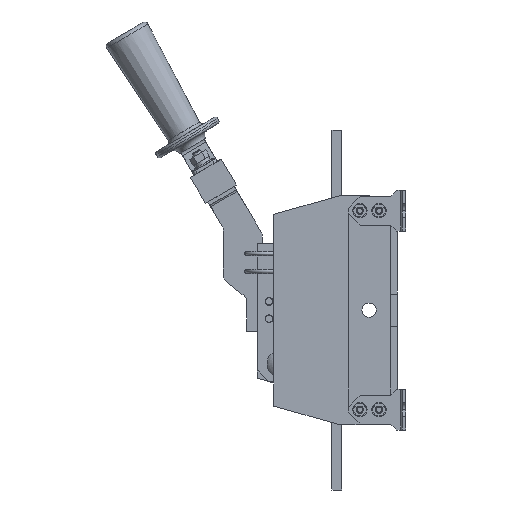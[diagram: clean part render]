
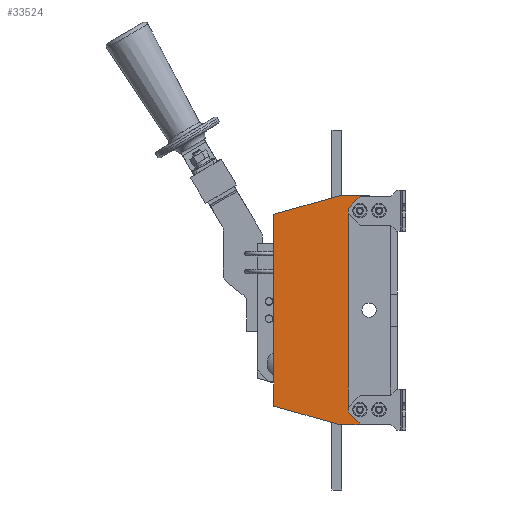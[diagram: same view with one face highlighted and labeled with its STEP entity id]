
A CAD part, left-side view. The second image highlights one B-rep face of the part: STEP entity #33524.
In plain terms, the highlighted planar face has unit normal (-1, 0, 0).
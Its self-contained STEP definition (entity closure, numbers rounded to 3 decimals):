
#971 = CARTESIAN_POINT ( 'NONE',  ( -31.8, 23.25, -95.5 ) ) ;
#1461 = VERTEX_POINT ( 'NONE', #27528 ) ;
#1611 = EDGE_CURVE ( 'NONE', #38118, #34073, #42268, .T. ) ;
#3434 = ORIENTED_EDGE ( 'NONE', *, *, #15916, .T. ) ;
#3654 = EDGE_CURVE ( 'NONE', #45973, #32530, #7908, .T. ) ;
#4869 = ORIENTED_EDGE ( 'NONE', *, *, #11775, .T. ) ;
#5057 = CARTESIAN_POINT ( 'NONE',  ( -31.8, 103.25, 80. ) ) ;
#5097 = CARTESIAN_POINT ( 'NONE',  ( -31.8, 103.25, -80. ) ) ;
#5161 = DIRECTION ( 'NONE',  ( 1., 0., 0. ) ) ;
#5814 = LINE ( 'NONE', #971, #14340 ) ;
#5836 = VECTOR ( 'NONE', #7963, 1000. ) ;
#6935 = DIRECTION ( 'NONE',  ( 0., -0.963, -0.271 ) ) ;
#7025 = DIRECTION ( 'NONE',  ( 0., -1., 0. ) ) ;
#7116 = CARTESIAN_POINT ( 'NONE',  ( -31.8, 23.5, 0. ) ) ;
#7178 = EDGE_CURVE ( 'NONE', #37637, #38118, #10400, .T. ) ;
#7525 = CARTESIAN_POINT ( 'NONE',  ( -31.8, 23.5, 0. ) ) ;
#7875 = ORIENTED_EDGE ( 'NONE', *, *, #12409, .T. ) ;
#7908 = CIRCLE ( 'NONE', #11788, 7.5 ) ;
#7947 = ORIENTED_EDGE ( 'NONE', *, *, #13773, .T. ) ;
#7963 = DIRECTION ( 'NONE',  ( 0., 0., -1. ) ) ;
#8913 = DIRECTION ( 'NONE',  ( 0., 0.963, -0.271 ) ) ;
#9447 = DIRECTION ( 'NONE',  ( 0., 0., 1. ) ) ;
#10089 = ORIENTED_EDGE ( 'NONE', *, *, #3654, .T. ) ;
#10400 = LINE ( 'NONE', #5097, #5836 ) ;
#10503 = DIRECTION ( 'NONE',  ( 0., 0., 1. ) ) ;
#10573 = CARTESIAN_POINT ( 'NONE',  ( -31.8, 23.5, 0. ) ) ;
#10743 = EDGE_CURVE ( 'NONE', #1461, #40561, #24319, .T. ) ;
#11198 = EDGE_CURVE ( 'NONE', #44264, #45973, #23254, .T. ) ;
#11775 = EDGE_CURVE ( 'NONE', #32530, #1461, #37232, .T. ) ;
#11788 = AXIS2_PLACEMENT_3D ( 'NONE', #7525, #36448, #28894 ) ;
#12409 = EDGE_CURVE ( 'NONE', #46593, #37637, #18614, .T. ) ;
#13029 = CARTESIAN_POINT ( 'NONE',  ( -31.8, 23.25, 7.496 ) ) ;
#13717 = VECTOR ( 'NONE', #10503, 1000. ) ;
#13773 = EDGE_CURVE ( 'NONE', #13877, #46593, #25804, .T. ) ;
#13877 = VERTEX_POINT ( 'NONE', #45932 ) ;
#14340 = VECTOR ( 'NONE', #7025, 1000. ) ;
#14369 = VECTOR ( 'NONE', #24663, 1000. ) ;
#15503 = EDGE_LOOP ( 'NONE', ( #28158, #43123, #10089, #4869, #32264, #3434, #7947, #7875, #20111, #39611 ) ) ;
#15534 = AXIS2_PLACEMENT_3D ( 'NONE', #20012, #5161, #9447 ) ;
#15916 = EDGE_CURVE ( 'NONE', #40561, #13877, #41368, .T. ) ;
#16199 = FACE_OUTER_BOUND ( 'NONE', #15503, .T. ) ;
#16291 = VECTOR ( 'NONE', #34418, 1000. ) ;
#17410 = AXIS2_PLACEMENT_3D ( 'NONE', #10573, #43313, #39634 ) ;
#18275 = CARTESIAN_POINT ( 'NONE',  ( -31.8, 48.25, -95.5 ) ) ;
#18614 = LINE ( 'NONE', #41332, #25893 ) ;
#20012 = CARTESIAN_POINT ( 'NONE',  ( -31.8, 23.5, 0. ) ) ;
#20111 = ORIENTED_EDGE ( 'NONE', *, *, #7178, .T. ) ;
#23254 = LINE ( 'NONE', #46584, #13717 ) ;
#24319 = CIRCLE ( 'NONE', #40799, 7.5 ) ;
#24663 = DIRECTION ( 'NONE',  ( 0., 0., 1. ) ) ;
#25804 = LINE ( 'NONE', #33769, #16291 ) ;
#25893 = VECTOR ( 'NONE', #8913, 1000. ) ;
#27528 = CARTESIAN_POINT ( 'NONE',  ( -31.8, 23.5, 7.5 ) ) ;
#28158 = ORIENTED_EDGE ( 'NONE', *, *, #35719, .T. ) ;
#28449 = CARTESIAN_POINT ( 'NONE',  ( -31.8, 48.25, -95.5 ) ) ;
#28640 = DIRECTION ( 'NONE',  ( 0., 0., 1. ) ) ;
#28713 = CARTESIAN_POINT ( 'NONE',  ( -31.8, 23.25, 7.496 ) ) ;
#28894 = DIRECTION ( 'NONE',  ( 0., 0., 1. ) ) ;
#30079 = CARTESIAN_POINT ( 'NONE',  ( -31.8, 23.25, -7.496 ) ) ;
#30125 = CARTESIAN_POINT ( 'NONE',  ( -31.8, 23.5, -7.5 ) ) ;
#32045 = PLANE ( 'NONE',  #17410 ) ;
#32264 = ORIENTED_EDGE ( 'NONE', *, *, #10743, .T. ) ;
#32530 = VERTEX_POINT ( 'NONE', #30125 ) ;
#33524 = ADVANCED_FACE ( 'NONE', ( #16199 ), #32045, .T. ) ;
#33769 = CARTESIAN_POINT ( 'NONE',  ( -31.8, 23.25, 95.5 ) ) ;
#34073 = VERTEX_POINT ( 'NONE', #18275 ) ;
#34418 = DIRECTION ( 'NONE',  ( 0., 1., 0. ) ) ;
#35719 = EDGE_CURVE ( 'NONE', #34073, #44264, #5814, .T. ) ;
#36448 = DIRECTION ( 'NONE',  ( 1., 0., 0. ) ) ;
#36821 = CARTESIAN_POINT ( 'NONE',  ( -31.8, 23.25, -95.5 ) ) ;
#36836 = CARTESIAN_POINT ( 'NONE',  ( -31.8, 103.25, -80. ) ) ;
#37232 = CIRCLE ( 'NONE', #15534, 7.5 ) ;
#37637 = VERTEX_POINT ( 'NONE', #5057 ) ;
#38118 = VERTEX_POINT ( 'NONE', #36836 ) ;
#38284 = VECTOR ( 'NONE', #6935, 1000. ) ;
#39072 = DIRECTION ( 'NONE',  ( 1., 0., 0. ) ) ;
#39611 = ORIENTED_EDGE ( 'NONE', *, *, #1611, .T. ) ;
#39634 = DIRECTION ( 'NONE',  ( 0., 0., 1. ) ) ;
#40561 = VERTEX_POINT ( 'NONE', #13029 ) ;
#40799 = AXIS2_PLACEMENT_3D ( 'NONE', #7116, #39072, #28640 ) ;
#41332 = CARTESIAN_POINT ( 'NONE',  ( -31.8, 103.25, 80. ) ) ;
#41368 = LINE ( 'NONE', #28713, #14369 ) ;
#41432 = CARTESIAN_POINT ( 'NONE',  ( -31.8, 48.25, 95.5 ) ) ;
#42268 = LINE ( 'NONE', #28449, #38284 ) ;
#43123 = ORIENTED_EDGE ( 'NONE', *, *, #11198, .T. ) ;
#43313 = DIRECTION ( 'NONE',  ( -1., 0., 0. ) ) ;
#44264 = VERTEX_POINT ( 'NONE', #36821 ) ;
#45932 = CARTESIAN_POINT ( 'NONE',  ( -31.8, 23.25, 95.5 ) ) ;
#45973 = VERTEX_POINT ( 'NONE', #30079 ) ;
#46584 = CARTESIAN_POINT ( 'NONE',  ( -31.8, 23.25, -95.5 ) ) ;
#46593 = VERTEX_POINT ( 'NONE', #41432 ) ;
